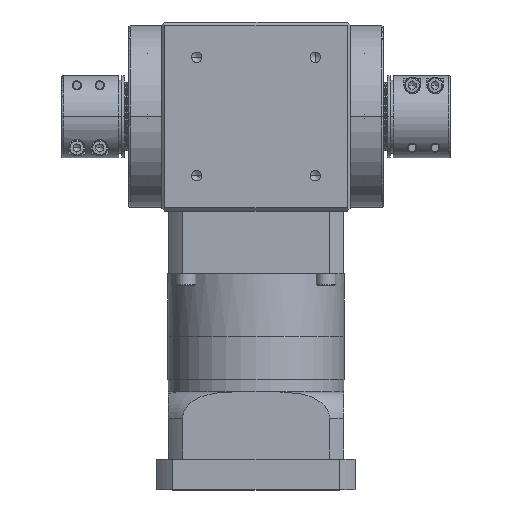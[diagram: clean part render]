
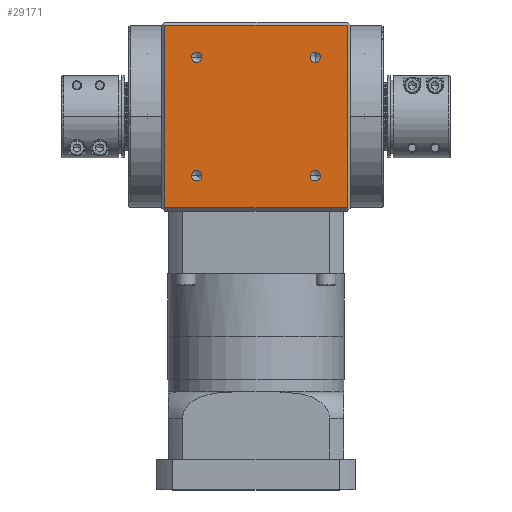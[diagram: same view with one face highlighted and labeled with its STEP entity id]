
A CAD part, top view. The second image highlights one B-rep face of the part: STEP entity #29171.
In plain terms, the highlighted planar face has unit normal (0, 0, 1).
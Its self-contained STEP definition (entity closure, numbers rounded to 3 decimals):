
#237 = DIRECTION ( 'NONE',  ( 0., 0., 1. ) ) ;
#1136 = CIRCLE ( 'NONE', #8223, 3.4 ) ;
#1718 = VERTEX_POINT ( 'NONE', #12570 ) ;
#1866 = DIRECTION ( 'NONE',  ( 0., 0., 1. ) ) ;
#2894 = ORIENTED_EDGE ( 'NONE', *, *, #11441, .F. ) ;
#3194 = CIRCLE ( 'NONE', #18565, 3.4 ) ;
#3273 = EDGE_CURVE ( 'NONE', #28264, #31914, #11377, .T. ) ;
#3300 = ORIENTED_EDGE ( 'NONE', *, *, #30984, .F. ) ;
#3348 = LINE ( 'NONE', #26792, #23709 ) ;
#3605 = ORIENTED_EDGE ( 'NONE', *, *, #24948, .F. ) ;
#4053 = FACE_BOUND ( 'NONE', #37689, .T. ) ;
#4207 = AXIS2_PLACEMENT_3D ( 'NONE', #35398, #15884, #38653 ) ;
#4231 = DIRECTION ( 'NONE',  ( 0., 0., 1. ) ) ;
#4529 = CARTESIAN_POINT ( 'NONE',  ( 59.887, 0., 62. ) ) ;
#5233 = CARTESIAN_POINT ( 'NONE',  ( -38.891, 157.409, 62. ) ) ;
#7495 = ORIENTED_EDGE ( 'NONE', *, *, #3273, .F. ) ;
#7556 = CARTESIAN_POINT ( 'NONE',  ( 38.891, 235.191, 62. ) ) ;
#7761 = DIRECTION ( 'NONE',  ( 0., -1., 0. ) ) ;
#8223 = AXIS2_PLACEMENT_3D ( 'NONE', #23682, #4231, #26954 ) ;
#8322 = CARTESIAN_POINT ( 'NONE',  ( 38.891, 154.009, 62. ) ) ;
#8486 = DIRECTION ( 'NONE',  ( 0., -1., 0. ) ) ;
#8958 = VECTOR ( 'NONE', #42024, 1000. ) ;
#10732 = EDGE_LOOP ( 'NONE', ( #7495, #27979 ) ) ;
#10807 = CIRCLE ( 'NONE', #4207, 3.4 ) ;
#10834 = DIRECTION ( 'NONE',  ( 0., -1., 0. ) ) ;
#11082 = VECTOR ( 'NONE', #7761, 1000. ) ;
#11167 = VERTEX_POINT ( 'NONE', #15417 ) ;
#11324 = VERTEX_POINT ( 'NONE', #36053 ) ;
#11377 = CIRCLE ( 'NONE', #27378, 3.4 ) ;
#11441 = EDGE_CURVE ( 'NONE', #11324, #1718, #3348, .T. ) ;
#11751 = ORIENTED_EDGE ( 'NONE', *, *, #36001, .F. ) ;
#12570 = CARTESIAN_POINT ( 'NONE',  ( -59.887, 256.3, 62. ) ) ;
#12667 = FACE_BOUND ( 'NONE', #32917, .T. ) ;
#13892 = EDGE_CURVE ( 'NONE', #31914, #28264, #19875, .T. ) ;
#13968 = CARTESIAN_POINT ( 'NONE',  ( -38.891, 154.009, 62. ) ) ;
#14181 = VERTEX_POINT ( 'NONE', #18653 ) ;
#14297 = VERTEX_POINT ( 'NONE', #35429 ) ;
#14672 = CIRCLE ( 'NONE', #30435, 3.4 ) ;
#14721 = CARTESIAN_POINT ( 'NONE',  ( 38.891, 238.591, 62. ) ) ;
#14924 = EDGE_CURVE ( 'NONE', #14181, #22990, #14672, .T. ) ;
#15417 = CARTESIAN_POINT ( 'NONE',  ( 59.887, 256.3, 62. ) ) ;
#15424 = ORIENTED_EDGE ( 'NONE', *, *, #37407, .F. ) ;
#15803 = CARTESIAN_POINT ( 'NONE',  ( -38.891, 157.409, 62. ) ) ;
#15884 = DIRECTION ( 'NONE',  ( 0., 0., 1. ) ) ;
#16473 = ORIENTED_EDGE ( 'NONE', *, *, #40720, .F. ) ;
#17103 = DIRECTION ( 'NONE',  ( 0., 1., 0. ) ) ;
#17213 = DIRECTION ( 'NONE',  ( 0., 0., 1. ) ) ;
#17597 = LINE ( 'NONE', #22539, #8958 ) ;
#17696 = VECTOR ( 'NONE', #23611, 1000. ) ;
#17755 = CARTESIAN_POINT ( 'NONE',  ( -75., 258.3, 62. ) ) ;
#18448 = EDGE_CURVE ( 'NONE', #22990, #14181, #10807, .T. ) ;
#18565 = AXIS2_PLACEMENT_3D ( 'NONE', #15803, #38591, #19108 ) ;
#18653 = CARTESIAN_POINT ( 'NONE',  ( 38.891, 160.809, 62. ) ) ;
#19108 = DIRECTION ( 'NONE',  ( 0., -1., 0. ) ) ;
#19279 = AXIS2_PLACEMENT_3D ( 'NONE', #5233, #27969, #8486 ) ;
#19734 = CARTESIAN_POINT ( 'NONE',  ( 38.891, 157.409, 62. ) ) ;
#19875 = CIRCLE ( 'NONE', #36909, 3.4 ) ;
#19956 = ORIENTED_EDGE ( 'NONE', *, *, #18448, .F. ) ;
#20427 = CIRCLE ( 'NONE', #21318, 3.4 ) ;
#20643 = AXIS2_PLACEMENT_3D ( 'NONE', #17755, #40545, #21072 ) ;
#21072 = DIRECTION ( 'NONE',  ( 0., 1., 0. ) ) ;
#21318 = AXIS2_PLACEMENT_3D ( 'NONE', #21359, #1866, #24607 ) ;
#21359 = CARTESIAN_POINT ( 'NONE',  ( -38.891, 235.191, 62. ) ) ;
#21368 = FACE_BOUND ( 'NONE', #10732, .T. ) ;
#22248 = CARTESIAN_POINT ( 'NONE',  ( -75., 136.3, 62. ) ) ;
#22382 = FACE_BOUND ( 'NONE', #23146, .T. ) ;
#22539 = CARTESIAN_POINT ( 'NONE',  ( -75., 256.3, 62. ) ) ;
#22990 = VERTEX_POINT ( 'NONE', #8322 ) ;
#23000 = DIRECTION ( 'NONE',  ( 0., -1., 0. ) ) ;
#23146 = EDGE_LOOP ( 'NONE', ( #29988, #3605 ) ) ;
#23611 = DIRECTION ( 'NONE',  ( -1., 0., 0. ) ) ;
#23682 = CARTESIAN_POINT ( 'NONE',  ( -38.891, 235.191, 62. ) ) ;
#23709 = VECTOR ( 'NONE', #17103, 1000. ) ;
#24607 = DIRECTION ( 'NONE',  ( 0., -1., 0. ) ) ;
#24948 = EDGE_CURVE ( 'NONE', #28805, #36793, #1136, .T. ) ;
#26359 = LINE ( 'NONE', #22248, #17696 ) ;
#26792 = CARTESIAN_POINT ( 'NONE',  ( -59.887, 0., 62. ) ) ;
#26954 = DIRECTION ( 'NONE',  ( 0., -1., 0. ) ) ;
#27026 = CARTESIAN_POINT ( 'NONE',  ( -38.891, 160.809, 62. ) ) ;
#27378 = AXIS2_PLACEMENT_3D ( 'NONE', #7556, #30317, #10834 ) ;
#27969 = DIRECTION ( 'NONE',  ( 0., 0., 1. ) ) ;
#27979 = ORIENTED_EDGE ( 'NONE', *, *, #13892, .F. ) ;
#28264 = VERTEX_POINT ( 'NONE', #35557 ) ;
#28385 = CIRCLE ( 'NONE', #19279, 3.4 ) ;
#28805 = VERTEX_POINT ( 'NONE', #38302 ) ;
#29171 = ADVANCED_FACE ( 'NONE', ( #22382, #21368, #4053, #12667, #37657 ), #30536, .F. ) ;
#29988 = ORIENTED_EDGE ( 'NONE', *, *, #41175, .F. ) ;
#30317 = DIRECTION ( 'NONE',  ( 0., 0., 1. ) ) ;
#30435 = AXIS2_PLACEMENT_3D ( 'NONE', #19734, #237, #23000 ) ;
#30536 = PLANE ( 'NONE',  #20643 ) ;
#30984 = EDGE_CURVE ( 'NONE', #1718, #11167, #17597, .T. ) ;
#31914 = VERTEX_POINT ( 'NONE', #14721 ) ;
#32917 = EDGE_LOOP ( 'NONE', ( #11751, #16473 ) ) ;
#33433 = CARTESIAN_POINT ( 'NONE',  ( -38.891, 231.791, 62. ) ) ;
#35031 = LINE ( 'NONE', #4529, #11082 ) ;
#35398 = CARTESIAN_POINT ( 'NONE',  ( 38.891, 157.409, 62. ) ) ;
#35429 = CARTESIAN_POINT ( 'NONE',  ( 59.887, 136.3, 62. ) ) ;
#35557 = CARTESIAN_POINT ( 'NONE',  ( 38.891, 231.791, 62. ) ) ;
#35931 = EDGE_LOOP ( 'NONE', ( #15424, #3300, #2894, #39759 ) ) ;
#36001 = EDGE_CURVE ( 'NONE', #37898, #36759, #28385, .T. ) ;
#36053 = CARTESIAN_POINT ( 'NONE',  ( -59.887, 136.3, 62. ) ) ;
#36122 = ORIENTED_EDGE ( 'NONE', *, *, #14924, .F. ) ;
#36719 = EDGE_CURVE ( 'NONE', #14297, #11324, #26359, .T. ) ;
#36736 = CARTESIAN_POINT ( 'NONE',  ( 38.891, 235.191, 62. ) ) ;
#36759 = VERTEX_POINT ( 'NONE', #27026 ) ;
#36793 = VERTEX_POINT ( 'NONE', #33433 ) ;
#36909 = AXIS2_PLACEMENT_3D ( 'NONE', #36736, #17213, #39990 ) ;
#37407 = EDGE_CURVE ( 'NONE', #11167, #14297, #35031, .T. ) ;
#37657 = FACE_OUTER_BOUND ( 'NONE', #35931, .T. ) ;
#37689 = EDGE_LOOP ( 'NONE', ( #19956, #36122 ) ) ;
#37898 = VERTEX_POINT ( 'NONE', #13968 ) ;
#38302 = CARTESIAN_POINT ( 'NONE',  ( -38.891, 238.591, 62. ) ) ;
#38591 = DIRECTION ( 'NONE',  ( 0., 0., 1. ) ) ;
#38653 = DIRECTION ( 'NONE',  ( 0., -1., 0. ) ) ;
#39759 = ORIENTED_EDGE ( 'NONE', *, *, #36719, .F. ) ;
#39990 = DIRECTION ( 'NONE',  ( 0., -1., 0. ) ) ;
#40545 = DIRECTION ( 'NONE',  ( 0., 0., -1. ) ) ;
#40720 = EDGE_CURVE ( 'NONE', #36759, #37898, #3194, .T. ) ;
#41175 = EDGE_CURVE ( 'NONE', #36793, #28805, #20427, .T. ) ;
#42024 = DIRECTION ( 'NONE',  ( 1., 0., 0. ) ) ;
